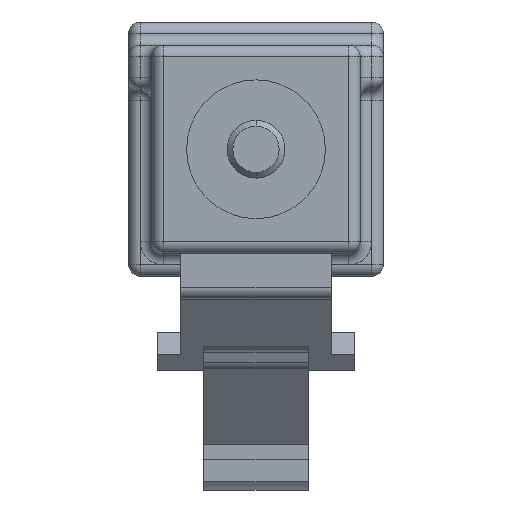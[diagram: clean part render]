
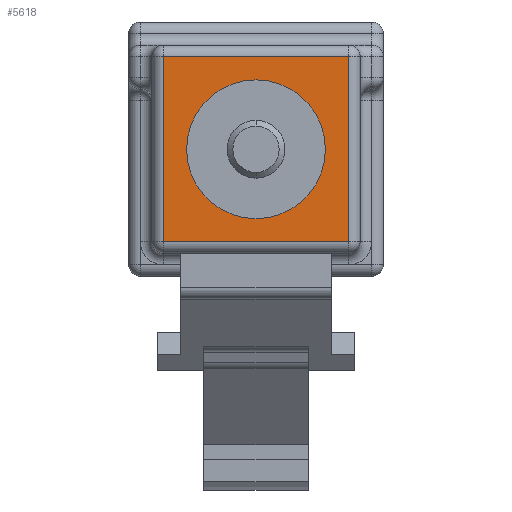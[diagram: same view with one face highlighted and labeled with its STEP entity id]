
A CAD part, front view. The second image highlights one B-rep face of the part: STEP entity #5618.
In plain terms, the highlighted planar face has unit normal (0, -1, 0).
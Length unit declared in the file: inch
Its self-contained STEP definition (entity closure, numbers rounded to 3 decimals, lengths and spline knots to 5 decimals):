
#123 = CARTESIAN_POINT ( 'NONE',  ( 0., 0., 0.06 ) ) ;
#785 = ORIENTED_EDGE ( 'NONE', *, *, #1778, .F. ) ;
#808 = VECTOR ( 'NONE', #4895, 39.37008 ) ;
#864 = DIRECTION ( 'NONE',  ( 0., -1., 0. ) ) ;
#916 = EDGE_CURVE ( 'NONE', #5022, #2474, #3829, .T. ) ;
#1071 = VERTEX_POINT ( 'NONE', #2206 ) ;
#1135 = CIRCLE ( 'NONE', #7326, 0.06 ) ;
#1167 = ORIENTED_EDGE ( 'NONE', *, *, #916, .F. ) ;
#1281 = EDGE_CURVE ( 'NONE', #1565, #3226, #4412, .T. ) ;
#1418 = EDGE_CURVE ( 'NONE', #3226, #1071, #6603, .T. ) ;
#1565 = VERTEX_POINT ( 'NONE', #7319 ) ;
#1744 = VECTOR ( 'NONE', #6062, 39.37008 ) ;
#1750 = DIRECTION ( 'NONE',  ( 0., 0., -1. ) ) ;
#1778 = EDGE_CURVE ( 'NONE', #2474, #5022, #1135, .T. ) ;
#1980 = CARTESIAN_POINT ( 'NONE',  ( -0.08, 0., -0.08 ) ) ;
#2206 = CARTESIAN_POINT ( 'NONE',  ( 0.08, 0., -0.08 ) ) ;
#2270 = ORIENTED_EDGE ( 'NONE', *, *, #3893, .T. ) ;
#2315 = VERTEX_POINT ( 'NONE', #3049 ) ;
#2474 = VERTEX_POINT ( 'NONE', #123 ) ;
#2550 = DIRECTION ( 'NONE',  ( 1., 0., 0. ) ) ;
#2566 = EDGE_LOOP ( 'NONE', ( #5047, #2270, #3766, #6663 ) ) ;
#2946 = DIRECTION ( 'NONE',  ( 0., 0., -1. ) ) ;
#3049 = CARTESIAN_POINT ( 'NONE',  ( 0.08, 0., 0.08 ) ) ;
#3113 = LINE ( 'NONE', #4847, #808 ) ;
#3177 = CARTESIAN_POINT ( 'NONE',  ( 0., 0., -0.06 ) ) ;
#3226 = VERTEX_POINT ( 'NONE', #1980 ) ;
#3310 = LINE ( 'NONE', #7488, #1744 ) ;
#3547 = DIRECTION ( 'NONE',  ( 0., -1., 0. ) ) ;
#3555 = DIRECTION ( 'NONE',  ( 0., -1., 0. ) ) ;
#3566 = DIRECTION ( 'NONE',  ( 0., 0., -1. ) ) ;
#3572 = CARTESIAN_POINT ( 'NONE',  ( 0., 0., 0. ) ) ;
#3757 = PLANE ( 'NONE',  #6255 ) ;
#3766 = ORIENTED_EDGE ( 'NONE', *, *, #1281, .T. ) ;
#3829 = CIRCLE ( 'NONE', #5777, 0.06 ) ;
#3893 = EDGE_CURVE ( 'NONE', #2315, #1565, #3310, .T. ) ;
#4007 = FACE_OUTER_BOUND ( 'NONE', #2566, .T. ) ;
#4192 = EDGE_CURVE ( 'NONE', #1071, #2315, #3113, .T. ) ;
#4412 = LINE ( 'NONE', #4736, #6206 ) ;
#4632 = FACE_BOUND ( 'NONE', #6433, .T. ) ;
#4736 = CARTESIAN_POINT ( 'NONE',  ( -0.08, 0., -0.09 ) ) ;
#4847 = CARTESIAN_POINT ( 'NONE',  ( 0.08, 0., 0.09 ) ) ;
#4895 = DIRECTION ( 'NONE',  ( 0., 0., 1. ) ) ;
#5022 = VERTEX_POINT ( 'NONE', #3177 ) ;
#5047 = ORIENTED_EDGE ( 'NONE', *, *, #4192, .T. ) ;
#5291 = CARTESIAN_POINT ( 'NONE',  ( 0., 0., 0. ) ) ;
#5442 = CARTESIAN_POINT ( 'NONE',  ( 0.09, 0., -0.08 ) ) ;
#5618 = ADVANCED_FACE ( 'Face3', ( #4007, #4632 ), #3757, .T. ) ;
#5777 = AXIS2_PLACEMENT_3D ( 'NONE', #3572, #3547, #2946 ) ;
#6062 = DIRECTION ( 'NONE',  ( -1., 0., 0. ) ) ;
#6102 = DIRECTION ( 'NONE',  ( 0., 0., -1. ) ) ;
#6206 = VECTOR ( 'NONE', #3566, 39.37008 ) ;
#6255 = AXIS2_PLACEMENT_3D ( 'NONE', #7316, #864, #6102 ) ;
#6433 = EDGE_LOOP ( 'NONE', ( #1167, #785 ) ) ;
#6603 = LINE ( 'NONE', #5442, #7449 ) ;
#6663 = ORIENTED_EDGE ( 'NONE', *, *, #1418, .T. ) ;
#7316 = CARTESIAN_POINT ( 'NONE',  ( 0.09, 0., 0.09 ) ) ;
#7319 = CARTESIAN_POINT ( 'NONE',  ( -0.08, 0., 0.08 ) ) ;
#7326 = AXIS2_PLACEMENT_3D ( 'NONE', #5291, #3555, #1750 ) ;
#7449 = VECTOR ( 'NONE', #2550, 39.37008 ) ;
#7488 = CARTESIAN_POINT ( 'NONE',  ( -0.09, 0., 0.08 ) ) ;
